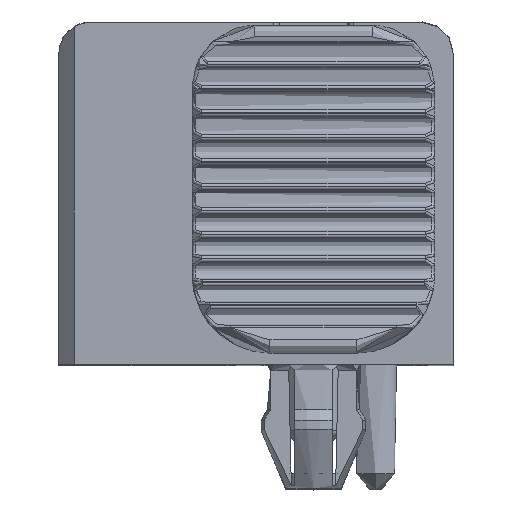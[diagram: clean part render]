
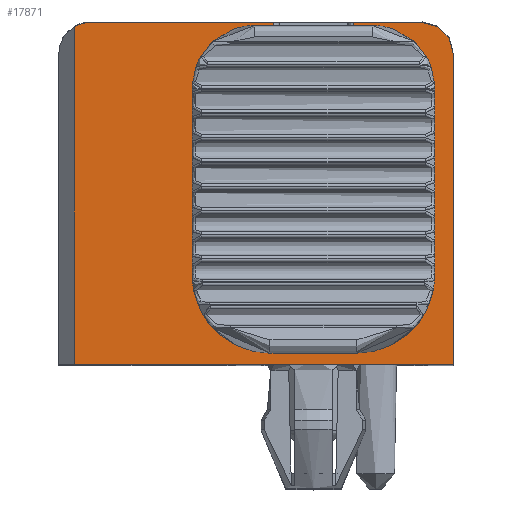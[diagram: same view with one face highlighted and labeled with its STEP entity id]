
A CAD part, top view. The second image highlights one B-rep face of the part: STEP entity #17871.
In plain terms, the highlighted planar face has unit normal (0, 0, 1).
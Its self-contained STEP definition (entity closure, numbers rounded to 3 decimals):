
#1382=FACE_OUTER_BOUND('',#2379,.T.);
#2379=EDGE_LOOP('',(#13197,#13198,#13199,#13200,#13201,#13202,#13203,#13204,
#13205,#13206,#13207,#13208,#13209,#13210,#13211,#13212,#13213,#13214,#13215,
#13216,#13217,#13218,#13219,#13220));
#3110=CIRCLE('',#18599,2.);
#3312=CIRCLE('',#18887,2.);
#3377=CIRCLE('',#19104,1.);
#3378=CIRCLE('',#19105,1.);
#3892=LINE('',#25099,#5439);
#3938=LINE('',#25377,#5485);
#3945=LINE('',#25392,#5492);
#4041=LINE('',#25646,#5588);
#4098=LINE('',#25805,#5645);
#4101=LINE('',#25810,#5648);
#4162=LINE('',#37058,#5709);
#4164=LINE('',#37063,#5711);
#4165=LINE('',#37068,#5712);
#4256=LINE('',#37784,#5803);
#4257=LINE('',#37787,#5804);
#4300=LINE('',#37897,#5847);
#4431=LINE('',#38195,#5978);
#4432=LINE('',#38199,#5979);
#4433=LINE('',#38201,#5980);
#4434=LINE('',#38203,#5981);
#4435=LINE('',#38206,#5982);
#4436=LINE('',#38208,#5983);
#4437=LINE('',#38209,#5984);
#4438=LINE('',#38210,#5985);
#5439=VECTOR('',#20241,10.);
#5485=VECTOR('',#20363,10.);
#5492=VECTOR('',#20372,10.);
#5588=VECTOR('',#20546,10.);
#5645=VECTOR('',#20659,10.);
#5648=VECTOR('',#20662,10.);
#5709=VECTOR('',#21093,10.);
#5711=VECTOR('',#21097,10.);
#5712=VECTOR('',#21104,10.);
#5803=VECTOR('',#21441,1000.);
#5804=VECTOR('',#21444,1000.);
#5847=VECTOR('',#21561,1000.);
#5978=VECTOR('',#21824,1000.);
#5979=VECTOR('',#21827,1000.);
#5980=VECTOR('',#21828,10.);
#5981=VECTOR('',#21829,1000.);
#5982=VECTOR('',#21832,1000.);
#5983=VECTOR('',#21833,1000.);
#5984=VECTOR('',#21834,1000.);
#5985=VECTOR('',#21835,1000.);
#6986=VERTEX_POINT('',#25097);
#6987=VERTEX_POINT('',#25098);
#7007=VERTEX_POINT('',#25140);
#7060=VERTEX_POINT('',#25374);
#7061=VERTEX_POINT('',#25376);
#7067=VERTEX_POINT('',#25390);
#7068=VERTEX_POINT('',#25391);
#7260=VERTEX_POINT('',#25801);
#7261=VERTEX_POINT('',#25803);
#7263=VERTEX_POINT('',#25808);
#7457=VERTEX_POINT('',#37056);
#7458=VERTEX_POINT('',#37057);
#7460=VERTEX_POINT('',#37062);
#7461=VERTEX_POINT('',#37067);
#7522=VERTEX_POINT('',#37782);
#7523=VERTEX_POINT('',#37786);
#7553=VERTEX_POINT('',#37896);
#7654=VERTEX_POINT('',#38194);
#7655=VERTEX_POINT('',#38196);
#7656=VERTEX_POINT('',#38198);
#7657=VERTEX_POINT('',#38200);
#7658=VERTEX_POINT('',#38202);
#7659=VERTEX_POINT('',#38204);
#7660=VERTEX_POINT('',#38207);
#8774=EDGE_CURVE('',#6986,#6987,#3892,.T.);
#8795=EDGE_CURVE('',#7007,#6986,#3110,.T.);
#8853=EDGE_CURVE('',#7061,#7060,#3938,.T.);
#8860=EDGE_CURVE('',#7067,#7068,#3945,.T.);
#8986=EDGE_CURVE('',#7068,#7061,#4041,.T.);
#9067=EDGE_CURVE('',#6987,#7261,#4098,.T.);
#9070=EDGE_CURVE('',#7260,#7263,#4101,.T.);
#9385=EDGE_CURVE('',#7457,#7458,#4162,.T.);
#9388=EDGE_CURVE('',#7460,#7007,#4164,.T.);
#9391=EDGE_CURVE('',#7263,#7461,#4165,.T.);
#9404=EDGE_CURVE('',#7461,#7457,#3312,.T.);
#9534=EDGE_CURVE('',#7522,#7458,#4256,.F.);
#9535=EDGE_CURVE('',#7260,#7523,#4257,.F.);
#9590=EDGE_CURVE('',#7460,#7553,#4300,.F.);
#9739=EDGE_CURVE('',#7654,#7522,#4431,.F.);
#9740=EDGE_CURVE('',#7655,#7654,#3377,.T.);
#9741=EDGE_CURVE('',#7655,#7656,#4432,.T.);
#9742=EDGE_CURVE('',#7656,#7657,#4433,.T.);
#9743=EDGE_CURVE('',#7658,#7657,#4434,.F.);
#9744=EDGE_CURVE('',#7659,#7658,#3378,.T.);
#9745=EDGE_CURVE('',#7553,#7659,#4435,.F.);
#9746=EDGE_CURVE('',#7660,#7261,#4436,.F.);
#9747=EDGE_CURVE('',#7660,#7067,#4437,.T.);
#9748=EDGE_CURVE('',#7060,#7523,#4438,.T.);
#13197=ORIENTED_EDGE('',*,*,#9070,.T.);
#13198=ORIENTED_EDGE('',*,*,#9391,.T.);
#13199=ORIENTED_EDGE('',*,*,#9404,.T.);
#13200=ORIENTED_EDGE('',*,*,#9385,.T.);
#13201=ORIENTED_EDGE('',*,*,#9534,.F.);
#13202=ORIENTED_EDGE('',*,*,#9739,.F.);
#13203=ORIENTED_EDGE('',*,*,#9740,.F.);
#13204=ORIENTED_EDGE('',*,*,#9741,.T.);
#13205=ORIENTED_EDGE('',*,*,#9742,.T.);
#13206=ORIENTED_EDGE('',*,*,#9743,.F.);
#13207=ORIENTED_EDGE('',*,*,#9744,.F.);
#13208=ORIENTED_EDGE('',*,*,#9745,.F.);
#13209=ORIENTED_EDGE('',*,*,#9590,.F.);
#13210=ORIENTED_EDGE('',*,*,#9388,.T.);
#13211=ORIENTED_EDGE('',*,*,#8795,.T.);
#13212=ORIENTED_EDGE('',*,*,#8774,.T.);
#13213=ORIENTED_EDGE('',*,*,#9067,.T.);
#13214=ORIENTED_EDGE('',*,*,#9746,.F.);
#13215=ORIENTED_EDGE('',*,*,#9747,.T.);
#13216=ORIENTED_EDGE('',*,*,#8860,.T.);
#13217=ORIENTED_EDGE('',*,*,#8986,.T.);
#13218=ORIENTED_EDGE('',*,*,#8853,.T.);
#13219=ORIENTED_EDGE('',*,*,#9748,.T.);
#13220=ORIENTED_EDGE('',*,*,#9535,.F.);
#17272=PLANE('',#19103);
#17871=ADVANCED_FACE('',(#1382),#17272,.T.);
#18599=AXIS2_PLACEMENT_3D('',#25141,#20280,#20281);
#18887=AXIS2_PLACEMENT_3D('',#37084,#21129,#21130);
#19103=AXIS2_PLACEMENT_3D('',#38193,#21822,#21823);
#19104=AXIS2_PLACEMENT_3D('',#38197,#21825,#21826);
#19105=AXIS2_PLACEMENT_3D('',#38205,#21830,#21831);
#20241=DIRECTION('',(0.,-1.,0.));
#20280=DIRECTION('center_axis',(0.,0.,
-1.));
#20281=DIRECTION('ref_axis',(0.,-1.,0.));
#20363=DIRECTION('',(0.,1.,0.));
#20372=DIRECTION('',(0.,-1.,0.));
#20546=DIRECTION('',(-1.,0.,0.));
#20659=DIRECTION('',(-1.,0.,0.));
#20662=DIRECTION('',(-1.,0.,0.));
#21093=DIRECTION('',(1.,0.,0.));
#21097=DIRECTION('',(1.,0.,0.));
#21104=DIRECTION('',(0.,1.,0.));
#21129=DIRECTION('center_axis',(0.,0.,
-1.));
#21130=DIRECTION('ref_axis',(0.,-1.,0.));
#21441=DIRECTION('',(0.,1.,0.));
#21444=DIRECTION('',(0.,1.,0.));
#21561=DIRECTION('',(0.,-1.,0.));
#21822=DIRECTION('center_axis',(0.,0.,
1.));
#21823=DIRECTION('ref_axis',(0.,-1.,0.));
#21824=DIRECTION('',(-1.,0.,0.));
#21825=DIRECTION('center_axis',(0.,0.,
-1.));
#21826=DIRECTION('ref_axis',(0.,-1.,0.));
#21827=DIRECTION('',(0.,-1.,0.));
#21828=DIRECTION('',(1.,0.,0.));
#21829=DIRECTION('',(0.,1.,0.));
#21830=DIRECTION('center_axis',(0.,0.,
-1.));
#21831=DIRECTION('ref_axis',(0.,-1.,0.));
#21832=DIRECTION('',(-1.,0.,0.));
#21833=DIRECTION('',(0.,-1.,0.));
#21834=DIRECTION('',(-1.,0.,0.));
#21835=DIRECTION('',(-1.,0.,0.));
#25097=CARTESIAN_POINT('',(1.851,8.88,14.467));
#25098=CARTESIAN_POINT('',(1.851,7.88,14.467));
#25099=CARTESIAN_POINT('',(1.851,4.202,14.467));
#25140=CARTESIAN_POINT('',(0.564,10.748,14.467));
#25141=CARTESIAN_POINT('Origin',(-0.149,8.88,14.467));
#25374=CARTESIAN_POINT('',(-3.049,0.975,14.467));
#25376=CARTESIAN_POINT('',(-3.049,0.975,14.467));
#25377=CARTESIAN_POINT('',(-3.049,2.064,14.467));
#25390=CARTESIAN_POINT('',(-1.049,0.975,14.467));
#25391=CARTESIAN_POINT('',(-1.049,0.975,14.467));
#25392=CARTESIAN_POINT('',(-1.049,2.064,14.467));
#25646=CARTESIAN_POINT('',(-1.649,0.975,14.467));
#25801=CARTESIAN_POINT('',(-3.349,7.88,14.467));
#25803=CARTESIAN_POINT('',(-0.749,7.88,14.467));
#25805=CARTESIAN_POINT('',(-0.869,7.88,14.467));
#25808=CARTESIAN_POINT('',(-5.949,7.88,14.467));
#25810=CARTESIAN_POINT('',(-0.869,7.88,14.467));
#37056=CARTESIAN_POINT('',(-4.662,10.748,14.467));
#37057=CARTESIAN_POINT('',(-3.349,10.748,14.467));
#37058=CARTESIAN_POINT('',(-0.869,10.748,14.467));
#37062=CARTESIAN_POINT('',(-0.749,10.748,14.467));
#37063=CARTESIAN_POINT('',(-0.869,10.748,14.467));
#37067=CARTESIAN_POINT('',(-5.949,8.88,14.467));
#37068=CARTESIAN_POINT('',(-5.949,4.202,14.467));
#37084=CARTESIAN_POINT('Origin',(-3.949,8.88,14.467));
#37782=CARTESIAN_POINT('',(-3.349,10.975,14.467));
#37784=CARTESIAN_POINT('',(-3.349,0.975,14.467));
#37786=CARTESIAN_POINT('',(-3.349,0.975,14.467));
#37787=CARTESIAN_POINT('',(-3.349,0.975,14.467));
#37896=CARTESIAN_POINT('',(-0.749,10.975,14.467));
#37897=CARTESIAN_POINT('',(-0.749,10.525,14.467));
#38193=CARTESIAN_POINT('Origin',(-1.249,2.798,14.467));
#38194=CARTESIAN_POINT('',(-9.249,10.975,14.467));
#38195=CARTESIAN_POINT('',(-4.249,10.975,14.467));
#38196=CARTESIAN_POINT('',(-9.749,10.841,14.467));
#38197=CARTESIAN_POINT('Origin',(-9.249,9.975,14.467));
#38198=CARTESIAN_POINT('',(-9.749,-0.025,14.467));
#38199=CARTESIAN_POINT('',(-9.749,2.798,14.467));
#38200=CARTESIAN_POINT('',(2.451,-0.025,14.467));
#38201=CARTESIAN_POINT('',(-3.999,-0.025,14.467));
#38202=CARTESIAN_POINT('',(2.451,9.975,14.467));
#38203=CARTESIAN_POINT('',(2.451,4.671,14.467));
#38204=CARTESIAN_POINT('',(1.451,10.975,14.467));
#38205=CARTESIAN_POINT('Origin',(1.451,9.975,14.467));
#38206=CARTESIAN_POINT('',(-4.249,10.975,14.467));
#38207=CARTESIAN_POINT('',(-0.749,0.975,14.467));
#38208=CARTESIAN_POINT('',(-0.749,10.525,14.467));
#38209=CARTESIAN_POINT('',(-2.149,0.975,14.467));
#38210=CARTESIAN_POINT('',(-2.149,0.975,14.467));
